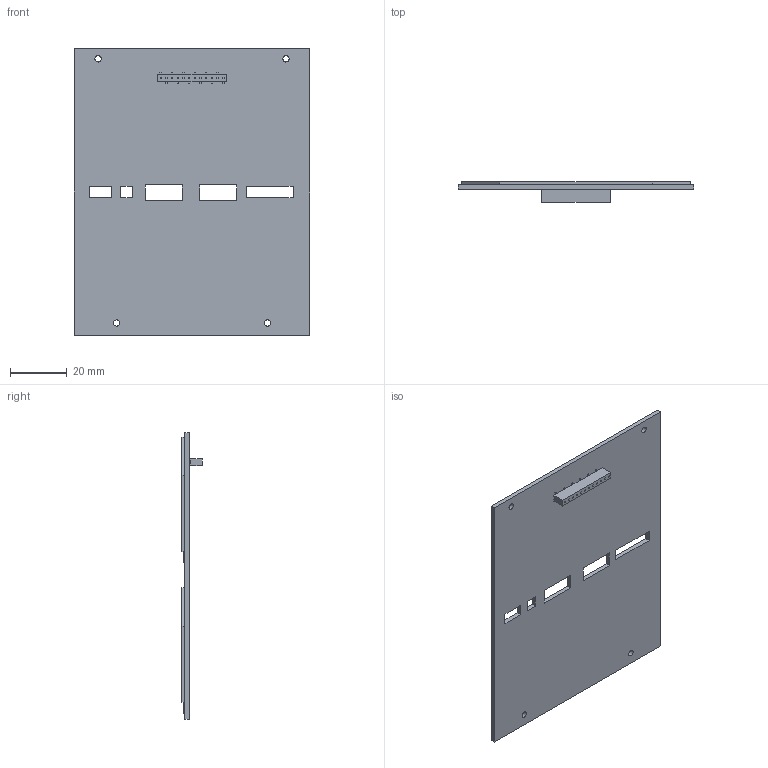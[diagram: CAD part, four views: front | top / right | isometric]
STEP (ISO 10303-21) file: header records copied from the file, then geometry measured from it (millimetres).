
FILE_DESCRIPTION(/* description */ (''),/* implementation_level */ '2;1');
FILE_NAME(/* name */ 'B4_FM_+Y_panel v1.step',/* time_stamp */ '2021-05-20T07:32:17+09:00',/* author */ (''),/* organization */ (''),/* preprocessor_version */ 'ST-DEVELOPER v18.1',/* originating_system */ 'Autodesk Translation Framework v10.6.0.1341',/* authorisation */ '');
FILE_SCHEMA (('AUTOMOTIVE_DESIGN { 1 0 10303 214 3 1 1 }','TECHNICAL_DATA_PACKAGING'));
Length unit declared in the file: millimetre
Products named in the file (5): B4_FM_+Y_panel; B3_+X_panel; Solar panel_f (2); Solar panel (2); Solar panel_connector (2)
Assembly tree (10 placements, depth 2):
  B4_FM_+Y_panel
    B3_+X_panel
    Solar panel (2)  x2
    Solar panel_f (2)
    Solar panel_connector (2)  x6
Bounding box: 82.6 x 7.1 x 100.7 mm (x, y, z)
Volume: 19257.2 mm3; surface area: 30408.6 mm2
Topology: 16 solids, 16 shells, 416 faces, 1092 edges, 720 vertices
Faces by surface type: plane 376, cylinder 40
Full cylindrical faces by diameter (mm): 2.2 x4
Entity records: 7897 total; most frequent: CARTESIAN_POINT 1356, ORIENTED_EDGE 1308, DIRECTION 1222, EDGE_CURVE 654, LINE 634, VECTOR 634, VERTEX_POINT 428, EDGE_LOOP 300
